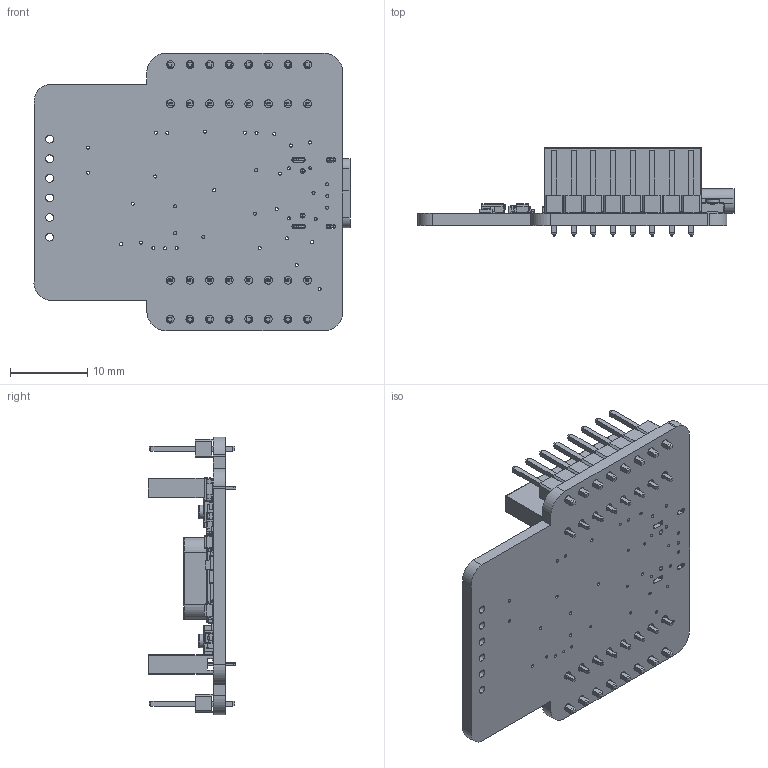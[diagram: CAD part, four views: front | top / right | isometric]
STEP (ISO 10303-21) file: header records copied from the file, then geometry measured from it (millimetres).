
FILE_DESCRIPTION(/* description */ (''),/* implementation_level */ '2;1');
FILE_NAME(/* name */ 'ESP32-Cam Programmer v2.step',/* time_stamp */ '2021-02-02T02:02:45+07:00',/* author */ (''),/* organization */ (''),/* preprocessor_version */ 'ST-DEVELOPER v18.1',/* originating_system */ 'Autodesk Translation Framework v9.7.1.1290',/* authorisation */ '');
FILE_SCHEMA (('AUTOMOTIVE_DESIGN { 1 0 10303 214 3 1 1 }'));
Products named in the file (23): ESP32-Cam Programmer; ESP32Cam-Programmer-Public; Board; Packages; C0603; R0603; SOT-23; SOIC16-150-50 v1; SOD323 v1; LED-0805H1.1 v1; HRO_TYPE-C-31-M-12 v1; HRO_TYPE-C-31-M-12; ConPins; PcbPins; Mold; Frame; smdcrystal v1; kalip; kristal; 3x4x2mm - 2 Pad v1; Female header 8P v2; 8x_Male_Pin_2.54_mm v1; 1_Male_Pin_2.54_mm
Assembly tree (49 placements, depth 4):
  ESP32-Cam Programmer
    ESP32Cam-Programmer-Public
      Board
      Packages
        C0603  x6
        R0603  x10
        SOT-23  x3
    SOIC16-150-50 v1
    SOD323 v1
    LED-0805H1.1 v1  x2
    HRO_TYPE-C-31-M-12 v1
      HRO_TYPE-C-31-M-12
        ConPins
        PcbPins
        Mold
        Frame
    smdcrystal v1
      kalip
      kristal
    3x4x2mm - 2 Pad v1  x2
    Female header 8P v2  x2
    8x_Male_Pin_2.54_mm v1  x2
      1_Male_Pin_2.54_mm
Bounding box: 40.94 x 11.4 x 36 mm (x, y, z)
Volume: 3435.2 mm3; surface area: 6770.5 mm2
Topology: 101 solids, 141 shells, 4722 faces, 11161 edges, 6716 vertices
Faces by surface type: plane 2704, cylinder 1338, sphere 360, bspline 267, torus 40, cone 13
Full cylindrical faces by diameter (mm): 0.015 x4, 0.4 x38, 0.5 x2, 1 x1, 1.016 x37, 1.778 x2
Entity records: 75904 total; most frequent: CARTESIAN_POINT 16119, DIRECTION 12298, ORIENTED_EDGE 11946, EDGE_CURVE 5973, LINE 4240, VECTOR 4240, AXIS2_PLACEMENT_3D 4029, VERTEX_POINT 3652
